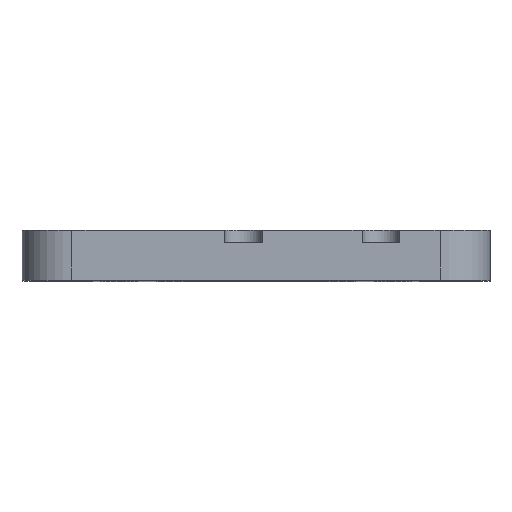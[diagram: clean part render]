
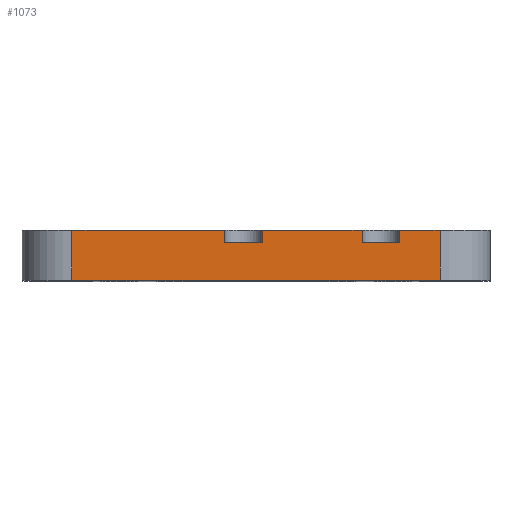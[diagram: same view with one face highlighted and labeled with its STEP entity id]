
A CAD part, top view. The second image highlights one B-rep face of the part: STEP entity #1073.
In plain terms, the highlighted planar face has unit normal (0, 0, 1).
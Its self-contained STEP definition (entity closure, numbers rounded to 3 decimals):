
#97 = VERTEX_POINT('',#98);
#98 = CARTESIAN_POINT('',(-29.5,4.,60.));
#105 = EDGE_CURVE('',#106,#97,#108,.T.);
#106 = VERTEX_POINT('',#107);
#107 = CARTESIAN_POINT('',(-5.,4.,60.));
#108 = LINE('',#109,#110);
#109 = CARTESIAN_POINT('',(37.5,4.,60.));
#110 = VECTOR('',#111,1.);
#111 = DIRECTION('',(-1.,0.,0.));
#131 = VERTEX_POINT('',#132);
#132 = CARTESIAN_POINT('',(1.,4.,60.));
#138 = EDGE_CURVE('',#139,#131,#141,.T.);
#139 = VERTEX_POINT('',#140);
#140 = CARTESIAN_POINT('',(17.,4.,60.));
#141 = LINE('',#142,#143);
#142 = CARTESIAN_POINT('',(37.5,4.,60.));
#143 = VECTOR('',#144,1.);
#144 = DIRECTION('',(-1.,0.,0.));
#164 = VERTEX_POINT('',#165);
#165 = CARTESIAN_POINT('',(23.,4.,60.));
#171 = EDGE_CURVE('',#172,#164,#174,.T.);
#172 = VERTEX_POINT('',#173);
#173 = CARTESIAN_POINT('',(29.5,4.,60.));
#174 = LINE('',#175,#176);
#175 = CARTESIAN_POINT('',(37.5,4.,60.));
#176 = VECTOR('',#177,1.);
#177 = DIRECTION('',(-1.,0.,0.));
#563 = VERTEX_POINT('',#564);
#564 = CARTESIAN_POINT('',(-29.5,-4.,60.));
#571 = EDGE_CURVE('',#572,#563,#574,.T.);
#572 = VERTEX_POINT('',#573);
#573 = CARTESIAN_POINT('',(29.5,-4.,60.));
#574 = LINE('',#575,#576);
#575 = CARTESIAN_POINT('',(37.5,-4.,60.));
#576 = VECTOR('',#577,1.);
#577 = DIRECTION('',(-1.,0.,0.));
#1061 = EDGE_CURVE('',#172,#572,#1062,.T.);
#1062 = LINE('',#1063,#1064);
#1063 = CARTESIAN_POINT('',(29.5,4.,60.));
#1064 = VECTOR('',#1065,1.);
#1065 = DIRECTION('',(0.,-1.,0.));
#1073 = ADVANCED_FACE('',(#1074),#1131,.F.);
#1074 = FACE_BOUND('',#1075,.F.);
#1075 = EDGE_LOOP('',(#1076,#1077,#1078,#1079,#1085,#1086,#1094,#1102,
    #1108,#1109,#1117,#1125));
#1076 = ORIENTED_EDGE('',*,*,#171,.F.);
#1077 = ORIENTED_EDGE('',*,*,#1061,.T.);
#1078 = ORIENTED_EDGE('',*,*,#571,.T.);
#1079 = ORIENTED_EDGE('',*,*,#1080,.F.);
#1080 = EDGE_CURVE('',#97,#563,#1081,.T.);
#1081 = LINE('',#1082,#1083);
#1082 = CARTESIAN_POINT('',(-29.5,4.,60.));
#1083 = VECTOR('',#1084,1.);
#1084 = DIRECTION('',(0.,-1.,0.));
#1085 = ORIENTED_EDGE('',*,*,#105,.F.);
#1086 = ORIENTED_EDGE('',*,*,#1087,.F.);
#1087 = EDGE_CURVE('',#1088,#106,#1090,.T.);
#1088 = VERTEX_POINT('',#1089);
#1089 = CARTESIAN_POINT('',(-5.,2.,60.));
#1090 = LINE('',#1091,#1092);
#1091 = CARTESIAN_POINT('',(-5.,2.,60.));
#1092 = VECTOR('',#1093,1.);
#1093 = DIRECTION('',(0.,1.,0.));
#1094 = ORIENTED_EDGE('',*,*,#1095,.T.);
#1095 = EDGE_CURVE('',#1088,#1096,#1098,.T.);
#1096 = VERTEX_POINT('',#1097);
#1097 = CARTESIAN_POINT('',(1.,2.,60.));
#1098 = LINE('',#1099,#1100);
#1099 = CARTESIAN_POINT('',(23.25,2.,60.));
#1100 = VECTOR('',#1101,1.);
#1101 = DIRECTION('',(1.,0.,0.));
#1102 = ORIENTED_EDGE('',*,*,#1103,.T.);
#1103 = EDGE_CURVE('',#1096,#131,#1104,.T.);
#1104 = LINE('',#1105,#1106);
#1105 = CARTESIAN_POINT('',(1.,2.,60.));
#1106 = VECTOR('',#1107,1.);
#1107 = DIRECTION('',(0.,1.,0.));
#1108 = ORIENTED_EDGE('',*,*,#138,.F.);
#1109 = ORIENTED_EDGE('',*,*,#1110,.F.);
#1110 = EDGE_CURVE('',#1111,#139,#1113,.T.);
#1111 = VERTEX_POINT('',#1112);
#1112 = CARTESIAN_POINT('',(17.,2.,60.));
#1113 = LINE('',#1114,#1115);
#1114 = CARTESIAN_POINT('',(17.,2.,60.));
#1115 = VECTOR('',#1116,1.);
#1116 = DIRECTION('',(0.,1.,0.));
#1117 = ORIENTED_EDGE('',*,*,#1118,.T.);
#1118 = EDGE_CURVE('',#1111,#1119,#1121,.T.);
#1119 = VERTEX_POINT('',#1120);
#1120 = CARTESIAN_POINT('',(23.,2.,60.));
#1121 = LINE('',#1122,#1123);
#1122 = CARTESIAN_POINT('',(23.25,2.,60.));
#1123 = VECTOR('',#1124,1.);
#1124 = DIRECTION('',(1.,0.,0.));
#1125 = ORIENTED_EDGE('',*,*,#1126,.T.);
#1126 = EDGE_CURVE('',#1119,#164,#1127,.T.);
#1127 = LINE('',#1128,#1129);
#1128 = CARTESIAN_POINT('',(23.,2.,60.));
#1129 = VECTOR('',#1130,1.);
#1130 = DIRECTION('',(0.,1.,0.));
#1131 = PLANE('',#1132);
#1132 = AXIS2_PLACEMENT_3D('',#1133,#1134,#1135);
#1133 = CARTESIAN_POINT('',(37.5,4.,60.));
#1134 = DIRECTION('',(0.,0.,-1.));
#1135 = DIRECTION('',(-1.,0.,0.));
